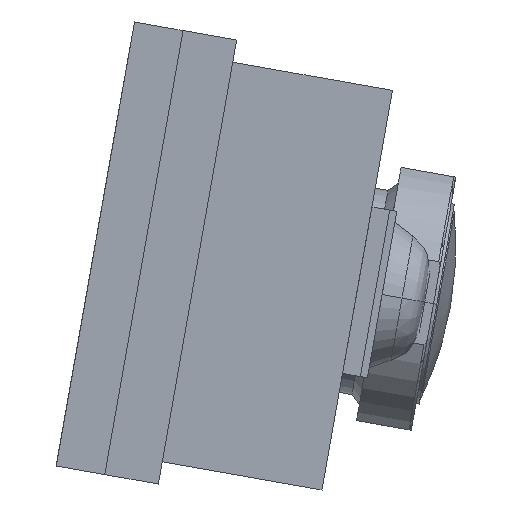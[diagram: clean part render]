
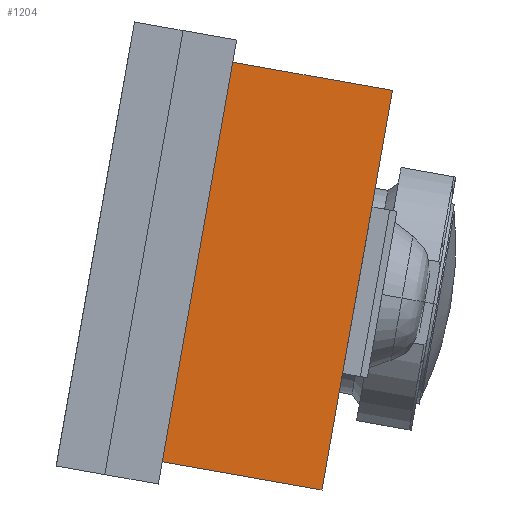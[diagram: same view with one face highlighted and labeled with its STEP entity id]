
A CAD part, left-side view. The second image highlights one B-rep face of the part: STEP entity #1204.
In plain terms, the highlighted planar face has unit normal (-1, 0, 0).
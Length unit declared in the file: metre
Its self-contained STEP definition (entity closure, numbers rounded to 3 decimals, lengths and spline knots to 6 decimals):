
#1204=ADVANCED_FACE('2:5211',(#2522),#2523,.F.);
#2522=FACE_OUTER_BOUND('',#4131,.T.);
#2523=PLANE('',#4132);
#4131=EDGE_LOOP('',(#6833,#6834,#6835,#6836));
#4132=AXIS2_PLACEMENT_3D('',#6837,#6838,#6839);
#6833=ORIENTED_EDGE('',*,*,#10377,.T.);
#6834=ORIENTED_EDGE('',*,*,#10382,.T.);
#6835=ORIENTED_EDGE('',*,*,#10384,.F.);
#6836=ORIENTED_EDGE('',*,*,#10385,.F.);
#6837=CARTESIAN_POINT('',(-0.07898,0.012049,0.019593));
#6838=DIRECTION('',(1.0,0.0,0.0));
#6839=DIRECTION('',(0.0,1.0,-0.0));
#10377=EDGE_CURVE('2:5229',#12384,#12382,#12385,.T.);
#10382=EDGE_CURVE('2:5241',#12382,#12390,#12392,.T.);
#10384=EDGE_CURVE('2:5244',#12394,#12390,#12395,.T.);
#10385=EDGE_CURVE('2:5247',#12384,#12394,#12396,.T.);
#12382=VERTEX_POINT('',#15282);
#12384=VERTEX_POINT('',#15285);
#12385=LINE('',#15286,#15287);
#12390=VERTEX_POINT('',#15294);
#12392=LINE('',#15297,#15298);
#12394=VERTEX_POINT('',#15300);
#12395=LINE('',#15301,#15302);
#12396=LINE('',#15303,#15304);
#15282=CARTESIAN_POINT('',(-0.07898,0.003049,0.019593));
#15285=CARTESIAN_POINT('',(-0.07898,0.003049,0.015993));
#15286=CARTESIAN_POINT('',(-0.07898,0.003049,0.015993));
#15287=VECTOR('',#18353,1.0);
#15294=CARTESIAN_POINT('',(-0.07898,0.012049,0.019593));
#15297=CARTESIAN_POINT('',(-0.07898,0.003049,0.019593));
#15298=VECTOR('',#18357,1.0);
#15300=CARTESIAN_POINT('',(-0.07898,0.012049,0.015993));
#15301=CARTESIAN_POINT('',(-0.07898,0.012049,0.015993));
#15302=VECTOR('',#18358,1.0);
#15303=CARTESIAN_POINT('',(-0.07898,0.003049,0.015993));
#15304=VECTOR('',#18359,1.0);
#18353=DIRECTION('',(0.0,0.0,1.0));
#18357=DIRECTION('',(0.0,1.0,0.0));
#18358=DIRECTION('',(0.0,0.0,1.0));
#18359=DIRECTION('',(0.0,1.0,0.0));
